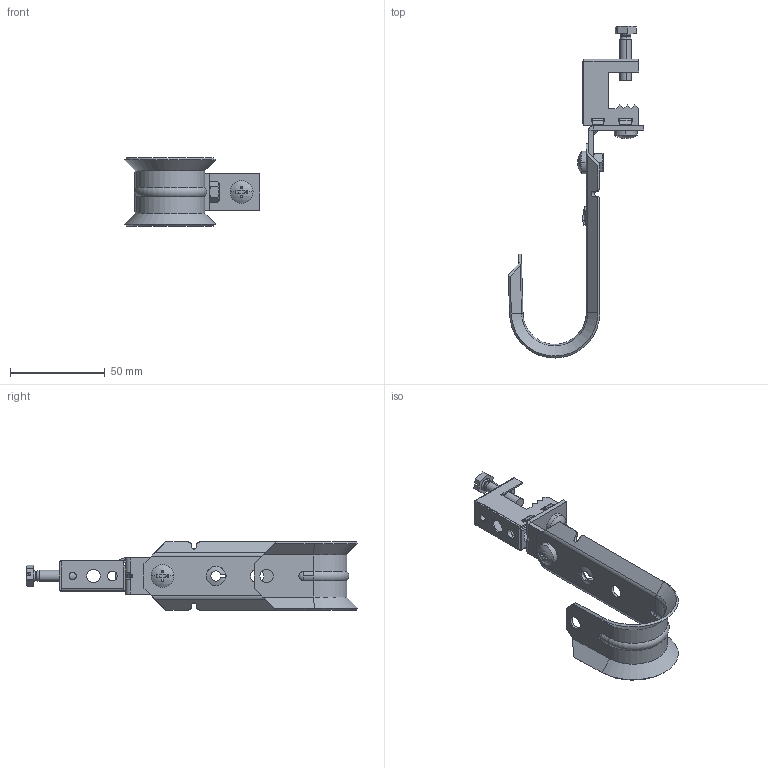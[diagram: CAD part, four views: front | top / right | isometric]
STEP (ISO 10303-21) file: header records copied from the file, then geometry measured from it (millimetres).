
FILE_DESCRIPTION (( 'STEP AP203' ), '1' );
FILE_NAME ('WJH21ACSSBC.STEP', '2024-04-03T03:34:48', ( '' ), ( '' ), 'SwSTEP 2.0', 'SolidWorks 2021', '' );
FILE_SCHEMA (( 'CONFIG_CONTROL_DESIGN' ));
Length unit declared in the file: millimetre
Products named in the file (7): hex nuts, style 1-grades ab gb_GB_FASTENER_NUT_SNAB1 M6-N; 1.4-20 葩磁羞_GB_FASTENER_BOLT_CRHHI M6X25-N; ZAB14; WJH21ACSSBC; cross recessed pan head screws gb_GB_CROSS_SCREWS_TYPE1 M6X8-8  H type-N; ZQJH21-0001; BC-1-0001
Assembly tree (7 placements, depth 2):
  WJH21ACSSBC
    ZQJH21-0001
    cross recessed pan head screws gb_GB_CROSS_SCREWS_TYPE1 M6X8-8  H type-N  x2
    BC-1-0001
    1.4-20 葩磁羞_GB_FASTENER_BOLT_CRHHI M6X25-N
    ZAB14
    hex nuts, style 1-grades ab gb_GB_FASTENER_NUT_SNAB1 M6-N
Bounding box: 71.49 x 175.44 x 35.98 mm (x, y, z)
Volume: 16144.6 mm3; surface area: 24581 mm2
Topology: 7 solids, 7 shells, 350 faces, 867 edges, 536 vertices
Faces by surface type: plane 204, cylinder 105, cone 19, bspline 8, sphere 8, torus 6
Entity records: 10788 total; most frequent: CARTESIAN_POINT 2397, ORIENTED_EDGE 1602, DIRECTION 1570, EDGE_CURVE 801, AXIS2_PLACEMENT_3D 530, LINE 510, VECTOR 510, VERTEX_POINT 492
